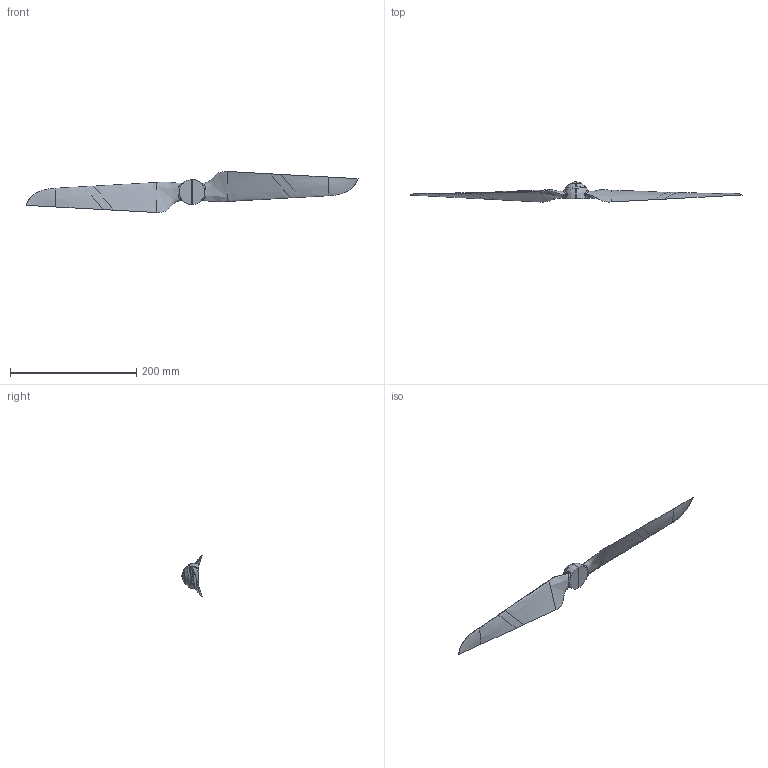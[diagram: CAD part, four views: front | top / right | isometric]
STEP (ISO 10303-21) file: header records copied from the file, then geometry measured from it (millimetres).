
FILE_DESCRIPTION (( 'STEP AP214' ), '1' );
FILE_NAME ('Drone propeller2.STEP', '2024-09-26T10:43:51', ( '' ), ( '' ), 'SwSTEP 2.0', 'SolidWorks 2023', '' );
FILE_SCHEMA (( 'AUTOMOTIVE_DESIGN' ));
Length unit declared in the file: millimetre
Products named in the file (1): Drone propeller2
Bounding box: 526.74 x 31.94 x 65.27 mm (x, y, z)
Volume: 87855.5 mm3; surface area: 42978.9 mm2
Topology: 2 solids, 2 shells, 56 faces, 153 edges, 95 vertices
Faces by surface type: bspline 52, plane 4
Entity records: 17202 total; most frequent: CARTESIAN_POINT 16187, ORIENTED_EDGE 294, EDGE_CURVE 147, B_SPLINE_CURVE_WITH_KNOTS 106, VERTEX_POINT 95, DIRECTION 62, ADVANCED_FACE 56, EDGE_LOOP 56
